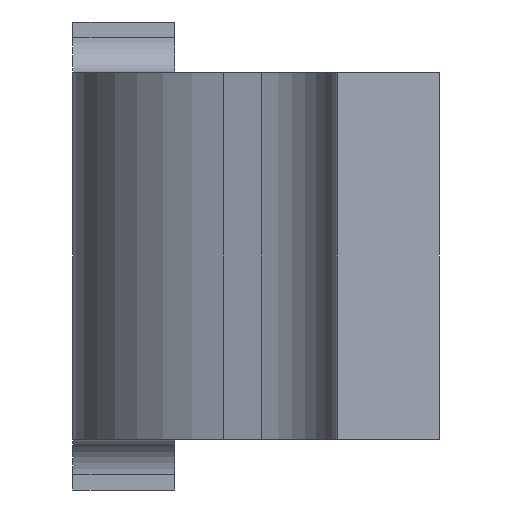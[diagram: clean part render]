
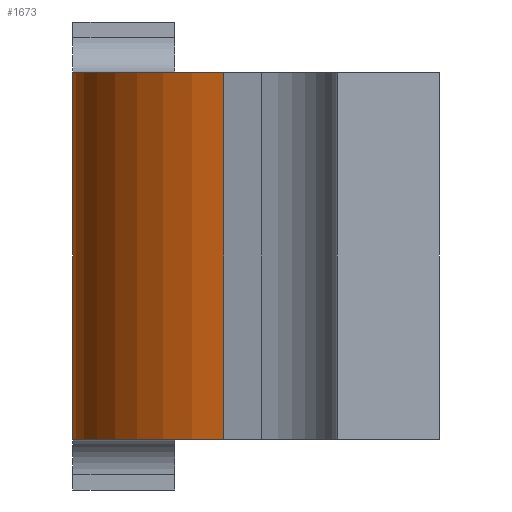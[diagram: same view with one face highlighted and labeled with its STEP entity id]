
A CAD part, left-side view. The second image highlights one B-rep face of the part: STEP entity #1673.
In plain terms, the highlighted cylindrical face has radius 1 mm (diameter 2 mm), a partial arc.
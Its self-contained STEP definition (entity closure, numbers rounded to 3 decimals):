
#111=CARTESIAN_POINT('',(-3.276,0.8,-0.9));
#112=DIRECTION('',(0.,0.,1.));
#113=DIRECTION('',(0.,1.,0.));
#114=AXIS2_PLACEMENT_3D('',#111,#112,#113);
#467=CARTESIAN_POINT('',(-3.276,0.8,0.9));
#468=DIRECTION('',(0.,0.,1.));
#469=DIRECTION('',(0.,1.,0.));
#470=AXIS2_PLACEMENT_3D('',#467,#468,#469);
#809=DIRECTION('',(0.,0.,1.));
#810=VECTOR('',#809,1.8);
#811=CARTESIAN_POINT('',(-3.276,1.8,-0.9));
#812=LINE('',#811,#810);
#816=DIRECTION('',(0.,0.,1.));
#817=VECTOR('',#816,1.8);
#818=CARTESIAN_POINT('',(-4.242,1.059,-0.9));
#819=LINE('',#818,#817);
#997=CARTESIAN_POINT('',(-3.276,1.8,-0.9));
#998=CARTESIAN_POINT('',(-4.242,1.059,-0.9));
#999=VERTEX_POINT('',#997);
#1000=VERTEX_POINT('',#998);
#1037=CARTESIAN_POINT('',(-3.276,1.8,0.9));
#1038=CARTESIAN_POINT('',(-4.242,1.059,0.9));
#1039=VERTEX_POINT('',#1037);
#1040=VERTEX_POINT('',#1038);
#1661=CARTESIAN_POINT('',(-3.276,0.8,-0.9));
#1662=DIRECTION('',(0.,0.,1.));
#1663=DIRECTION('',(1.,0.,0.));
#1664=AXIS2_PLACEMENT_3D('',#1661,#1662,#1663);
#1665=CYLINDRICAL_SURFACE('',#1664,1.);
#1666=ORIENTED_EDGE('',*,*,#1198,.F.);
#1667=ORIENTED_EDGE('',*,*,#1451,.T.);
#1668=ORIENTED_EDGE('',*,*,#1366,.T.);
#1670=ORIENTED_EDGE('',*,*,#1669,.F.);
#1671=EDGE_LOOP('',(#1666,#1667,#1668,#1670));
#1672=FACE_OUTER_BOUND('',#1671,.F.);
#115=CIRCLE('',#114,1.);
#471=CIRCLE('',#470,1.);
#1198=EDGE_CURVE('',#999,#1000,#115,.T.);
#1366=EDGE_CURVE('',#1039,#1040,#471,.T.);
#1451=EDGE_CURVE('',#999,#1039,#812,.T.);
#1669=EDGE_CURVE('',#1000,#1040,#819,.T.);
#1673=ADVANCED_FACE('',(#1672),#1665,.T.);
